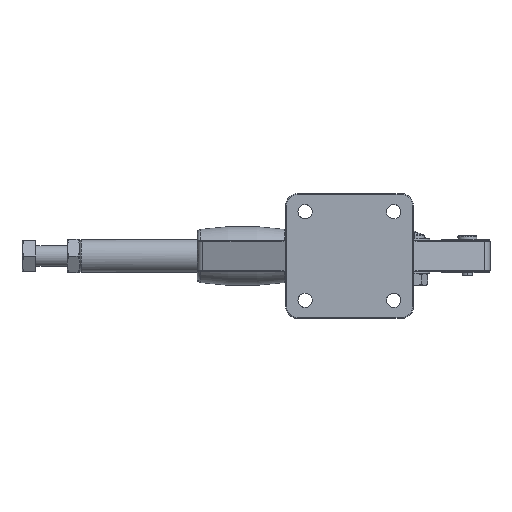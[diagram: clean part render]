
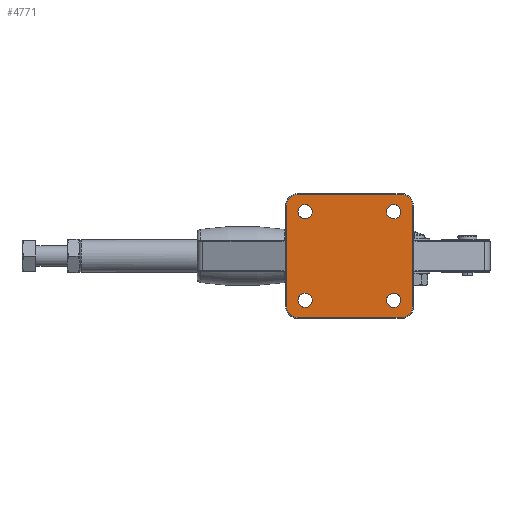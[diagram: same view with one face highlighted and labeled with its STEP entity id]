
A CAD part, front view. The second image highlights one B-rep face of the part: STEP entity #4771.
In plain terms, the highlighted planar face has unit normal (0, -1, 0).
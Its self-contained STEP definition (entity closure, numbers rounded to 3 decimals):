
#7 = CARTESIAN_POINT ( 'NONE',  ( 117.5, 0., 35.2 ) ) ;
#24 = CARTESIAN_POINT ( 'NONE',  ( 117.5, 0., 29.2 ) ) ;
#75 = VECTOR ( 'NONE', #8893, 1000. ) ;
#105 = CARTESIAN_POINT ( 'NONE',  ( 61.9, 0., -29.55 ) ) ;
#194 = VERTEX_POINT ( 'NONE', #4970 ) ;
#200 = EDGE_CURVE ( 'NONE', #3503, #3758, #5042, .T. ) ;
#458 = ORIENTED_EDGE ( 'NONE', *, *, #12423, .F. ) ;
#550 = ORIENTED_EDGE ( 'NONE', *, *, #629, .T. ) ;
#629 = EDGE_CURVE ( 'NONE', #11802, #5424, #12389, .T. ) ;
#647 = ORIENTED_EDGE ( 'NONE', *, *, #5712, .T. ) ;
#681 = ORIENTED_EDGE ( 'NONE', *, *, #200, .F. ) ;
#778 = EDGE_CURVE ( 'NONE', #5710, #11802, #1297, .T. ) ;
#824 = ORIENTED_EDGE ( 'NONE', *, *, #11083, .F. ) ;
#834 = LINE ( 'NONE', #2761, #5622 ) ;
#928 = DIRECTION ( 'NONE',  ( 0., 0., -1. ) ) ;
#1030 = DIRECTION ( 'NONE',  ( 0., 0., 1. ) ) ;
#1160 = LINE ( 'NONE', #9471, #8474 ) ;
#1206 = CARTESIAN_POINT ( 'NONE',  ( 61.9, 0., -21.25 ) ) ;
#1268 = VERTEX_POINT ( 'NONE', #1206 ) ;
#1297 = LINE ( 'NONE', #1990, #3847 ) ;
#1395 = ORIENTED_EDGE ( 'NONE', *, *, #11150, .F. ) ;
#1482 = DIRECTION ( 'NONE',  ( 0., -1., 0. ) ) ;
#1536 = ORIENTED_EDGE ( 'NONE', *, *, #9979, .T. ) ;
#1792 = DIRECTION ( 'NONE',  ( 0., -1., 0. ) ) ;
#1990 = CARTESIAN_POINT ( 'NONE',  ( 167.96, 0., 35.2 ) ) ;
#2224 = CARTESIAN_POINT ( 'NONE',  ( 51.3, 0., -34.032 ) ) ;
#2285 = EDGE_LOOP ( 'NONE', ( #2757, #550, #7105, #647, #11020, #7737, #1536, #9839 ) ) ;
#2476 = CARTESIAN_POINT ( 'NONE',  ( 112.7, 0., -21.25 ) ) ;
#2497 = AXIS2_PLACEMENT_3D ( 'NONE', #5135, #11842, #6096 ) ;
#2757 = ORIENTED_EDGE ( 'NONE', *, *, #778, .T. ) ;
#2761 = CARTESIAN_POINT ( 'NONE',  ( 123.5, 0., 29.2 ) ) ;
#2896 = AXIS2_PLACEMENT_3D ( 'NONE', #4222, #10924, #5156 ) ;
#2915 = CIRCLE ( 'NONE', #2896, 4.15 ) ;
#3090 = DIRECTION ( 'NONE',  ( 0., 0., 1. ) ) ;
#3420 = CARTESIAN_POINT ( 'NONE',  ( 51.3, 0., 29.2 ) ) ;
#3503 = VERTEX_POINT ( 'NONE', #2476 ) ;
#3740 = FACE_OUTER_BOUND ( 'NONE', #2285, .T. ) ;
#3758 = VERTEX_POINT ( 'NONE', #10583 ) ;
#3831 = AXIS2_PLACEMENT_3D ( 'NONE', #10081, #4349, #11038 ) ;
#3847 = VECTOR ( 'NONE', #7670, 1000. ) ;
#3852 = VERTEX_POINT ( 'NONE', #5285 ) ;
#3904 = DIRECTION ( 'NONE',  ( 0., -1., 0. ) ) ;
#3905 = DIRECTION ( 'NONE',  ( 0., -1., 0. ) ) ;
#3930 = EDGE_CURVE ( 'NONE', #6769, #3852, #9146, .T. ) ;
#4209 = CARTESIAN_POINT ( 'NONE',  ( 112.7, 0., 21.25 ) ) ;
#4222 = CARTESIAN_POINT ( 'NONE',  ( 61.9, 0., -25.4 ) ) ;
#4240 = CARTESIAN_POINT ( 'NONE',  ( 112.7, 0., 29.55 ) ) ;
#4311 = VERTEX_POINT ( 'NONE', #4511 ) ;
#4349 = DIRECTION ( 'NONE',  ( 0., -1., 0. ) ) ;
#4389 = DIRECTION ( 'NONE',  ( 0., -1., 0. ) ) ;
#4511 = CARTESIAN_POINT ( 'NONE',  ( 61.9, 0., 21.25 ) ) ;
#4548 = DIRECTION ( 'NONE',  ( 0., 0., 1. ) ) ;
#4736 = CIRCLE ( 'NONE', #7976, 4.15 ) ;
#4766 = EDGE_LOOP ( 'NONE', ( #458, #7625 ) ) ;
#4771 = ADVANCED_FACE ( 'NONE', ( #8793, #6536, #11363, #6251, #3740 ), #6842, .F. ) ;
#4857 = CARTESIAN_POINT ( 'NONE',  ( 117.5, 0., -35.2 ) ) ;
#4927 = DIRECTION ( 'NONE',  ( 0., 0., -1. ) ) ;
#4970 = CARTESIAN_POINT ( 'NONE',  ( 51.3, 0., -29.2 ) ) ;
#4992 = VERTEX_POINT ( 'NONE', #10069 ) ;
#5042 = CIRCLE ( 'NONE', #10156, 4.15 ) ;
#5050 = CIRCLE ( 'NONE', #9847, 6. ) ;
#5135 = CARTESIAN_POINT ( 'NONE',  ( 61.9, 0., -25.4 ) ) ;
#5145 = EDGE_CURVE ( 'NONE', #4992, #5710, #10332, .T. ) ;
#5156 = DIRECTION ( 'NONE',  ( 0., 0., -1. ) ) ;
#5285 = CARTESIAN_POINT ( 'NONE',  ( 123.5, 0., -29.2 ) ) ;
#5314 = VERTEX_POINT ( 'NONE', #4209 ) ;
#5424 = VERTEX_POINT ( 'NONE', #3420 ) ;
#5622 = VECTOR ( 'NONE', #9445, 1000. ) ;
#5647 = DIRECTION ( 'NONE',  ( 0., -1., 0. ) ) ;
#5710 = VERTEX_POINT ( 'NONE', #7 ) ;
#5712 = EDGE_CURVE ( 'NONE', #194, #7119, #5050, .T. ) ;
#5829 = EDGE_CURVE ( 'NONE', #5424, #194, #7415, .T. ) ;
#5887 = CARTESIAN_POINT ( 'NONE',  ( 112.7, 0., -25.4 ) ) ;
#5962 = EDGE_LOOP ( 'NONE', ( #824, #681 ) ) ;
#6096 = DIRECTION ( 'NONE',  ( 0., 0., -1. ) ) ;
#6251 = FACE_BOUND ( 'NONE', #6619, .T. ) ;
#6391 = EDGE_CURVE ( 'NONE', #1268, #11767, #2915, .T. ) ;
#6397 = CARTESIAN_POINT ( 'NONE',  ( 117.5, 0., -29.2 ) ) ;
#6536 = FACE_BOUND ( 'NONE', #4766, .T. ) ;
#6619 = EDGE_LOOP ( 'NONE', ( #11323, #9911 ) ) ;
#6620 = DIRECTION ( 'NONE',  ( 0., -1., 0. ) ) ;
#6717 = DIRECTION ( 'NONE',  ( 0., -1., 0. ) ) ;
#6769 = VERTEX_POINT ( 'NONE', #4857 ) ;
#6841 = VERTEX_POINT ( 'NONE', #6872 ) ;
#6842 = PLANE ( 'NONE',  #9982 ) ;
#6872 = CARTESIAN_POINT ( 'NONE',  ( 61.9, 0., 29.55 ) ) ;
#7051 = CIRCLE ( 'NONE', #2497, 4.15 ) ;
#7060 = VERTEX_POINT ( 'NONE', #4240 ) ;
#7105 = ORIENTED_EDGE ( 'NONE', *, *, #5829, .T. ) ;
#7119 = VERTEX_POINT ( 'NONE', #10093 ) ;
#7157 = CARTESIAN_POINT ( 'NONE',  ( 61.9, 0., 25.4 ) ) ;
#7246 = CIRCLE ( 'NONE', #9932, 4.15 ) ;
#7415 = LINE ( 'NONE', #2224, #75 ) ;
#7480 = DIRECTION ( 'NONE',  ( 0., 0., 1. ) ) ;
#7625 = ORIENTED_EDGE ( 'NONE', *, *, #6391, .F. ) ;
#7670 = DIRECTION ( 'NONE',  ( -1., 0., 0. ) ) ;
#7737 = ORIENTED_EDGE ( 'NONE', *, *, #3930, .T. ) ;
#7976 = AXIS2_PLACEMENT_3D ( 'NONE', #12403, #6620, #928 ) ;
#8139 = DIRECTION ( 'NONE',  ( 0., 0., -1. ) ) ;
#8218 = EDGE_CURVE ( 'NONE', #4311, #6841, #9140, .T. ) ;
#8452 = CARTESIAN_POINT ( 'NONE',  ( 57.3, 0., 29.2 ) ) ;
#8474 = VECTOR ( 'NONE', #12418, 1000. ) ;
#8512 = EDGE_CURVE ( 'NONE', #6841, #4311, #12453, .T. ) ;
#8729 = EDGE_LOOP ( 'NONE', ( #12069, #1395 ) ) ;
#8779 = CARTESIAN_POINT ( 'NONE',  ( 57.3, 0., 35.2 ) ) ;
#8788 = DIRECTION ( 'NONE',  ( 0., 1., 0. ) ) ;
#8793 = FACE_BOUND ( 'NONE', #8729, .T. ) ;
#8840 = AXIS2_PLACEMENT_3D ( 'NONE', #24, #6717, #1030 ) ;
#8893 = DIRECTION ( 'NONE',  ( 0., 0., -1. ) ) ;
#9140 = CIRCLE ( 'NONE', #9890, 4.15 ) ;
#9146 = CIRCLE ( 'NONE', #11814, 6. ) ;
#9355 = CIRCLE ( 'NONE', #3831, 4.15 ) ;
#9445 = DIRECTION ( 'NONE',  ( 0., 0., 1. ) ) ;
#9471 = CARTESIAN_POINT ( 'NONE',  ( 167.96, 0., -35.2 ) ) ;
#9612 = CARTESIAN_POINT ( 'NONE',  ( 57.3, 0., -29.2 ) ) ;
#9613 = CARTESIAN_POINT ( 'NONE',  ( 112.7, 0., 25.4 ) ) ;
#9839 = ORIENTED_EDGE ( 'NONE', *, *, #5145, .T. ) ;
#9847 = AXIS2_PLACEMENT_3D ( 'NONE', #9612, #3904, #10606 ) ;
#9890 = AXIS2_PLACEMENT_3D ( 'NONE', #11397, #5647, #12358 ) ;
#9911 = ORIENTED_EDGE ( 'NONE', *, *, #8512, .F. ) ;
#9932 = AXIS2_PLACEMENT_3D ( 'NONE', #9613, #3905, #10608 ) ;
#9979 = EDGE_CURVE ( 'NONE', #3852, #4992, #834, .T. ) ;
#9982 = AXIS2_PLACEMENT_3D ( 'NONE', #10703, #8788, #3090 ) ;
#10069 = CARTESIAN_POINT ( 'NONE',  ( 123.5, 0., 29.2 ) ) ;
#10081 = CARTESIAN_POINT ( 'NONE',  ( 112.7, 0., 25.4 ) ) ;
#10093 = CARTESIAN_POINT ( 'NONE',  ( 57.3, 0., -35.2 ) ) ;
#10156 = AXIS2_PLACEMENT_3D ( 'NONE', #5887, #11636, #4927 ) ;
#10331 = EDGE_CURVE ( 'NONE', #5314, #7060, #9355, .T. ) ;
#10332 = CIRCLE ( 'NONE', #8840, 6. ) ;
#10520 = EDGE_CURVE ( 'NONE', #7119, #6769, #1160, .T. ) ;
#10583 = CARTESIAN_POINT ( 'NONE',  ( 112.7, 0., -29.55 ) ) ;
#10606 = DIRECTION ( 'NONE',  ( 0., 0., 1. ) ) ;
#10608 = DIRECTION ( 'NONE',  ( 0., 0., -1. ) ) ;
#10703 = CARTESIAN_POINT ( 'NONE',  ( 167.96, 0., -34.032 ) ) ;
#10924 = DIRECTION ( 'NONE',  ( 0., -1., 0. ) ) ;
#10954 = AXIS2_PLACEMENT_3D ( 'NONE', #7157, #1482, #8139 ) ;
#10977 = AXIS2_PLACEMENT_3D ( 'NONE', #8452, #1792, #7480 ) ;
#11020 = ORIENTED_EDGE ( 'NONE', *, *, #10520, .T. ) ;
#11038 = DIRECTION ( 'NONE',  ( 0., 0., -1. ) ) ;
#11083 = EDGE_CURVE ( 'NONE', #3758, #3503, #4736, .T. ) ;
#11150 = EDGE_CURVE ( 'NONE', #7060, #5314, #7246, .T. ) ;
#11323 = ORIENTED_EDGE ( 'NONE', *, *, #8218, .F. ) ;
#11363 = FACE_BOUND ( 'NONE', #5962, .T. ) ;
#11397 = CARTESIAN_POINT ( 'NONE',  ( 61.9, 0., 25.4 ) ) ;
#11636 = DIRECTION ( 'NONE',  ( 0., -1., 0. ) ) ;
#11767 = VERTEX_POINT ( 'NONE', #105 ) ;
#11802 = VERTEX_POINT ( 'NONE', #8779 ) ;
#11814 = AXIS2_PLACEMENT_3D ( 'NONE', #6397, #4389, #4548 ) ;
#11842 = DIRECTION ( 'NONE',  ( 0., -1., 0. ) ) ;
#12069 = ORIENTED_EDGE ( 'NONE', *, *, #10331, .F. ) ;
#12358 = DIRECTION ( 'NONE',  ( 0., 0., -1. ) ) ;
#12389 = CIRCLE ( 'NONE', #10977, 6. ) ;
#12403 = CARTESIAN_POINT ( 'NONE',  ( 112.7, 0., -25.4 ) ) ;
#12418 = DIRECTION ( 'NONE',  ( 1., 0., 0. ) ) ;
#12423 = EDGE_CURVE ( 'NONE', #11767, #1268, #7051, .T. ) ;
#12453 = CIRCLE ( 'NONE', #10954, 4.15 ) ;
